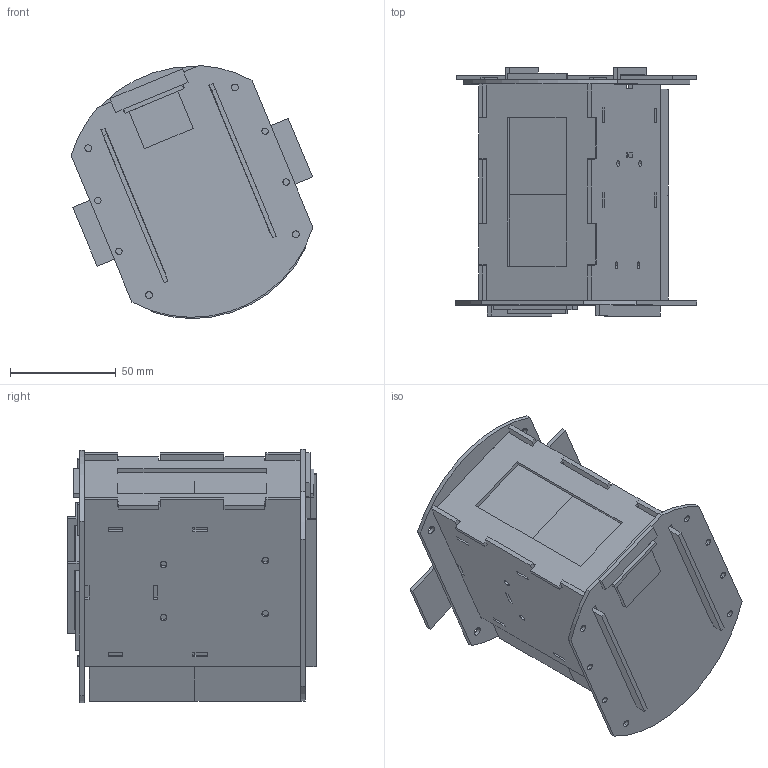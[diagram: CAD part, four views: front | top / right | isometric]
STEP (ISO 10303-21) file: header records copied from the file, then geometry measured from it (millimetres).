
FILE_DESCRIPTION(/* description */ ('VariCAD 2023-1.05 AP-214'),/* implementation_level */ '2;1');
FILE_NAME(/* name */ 'Payloadhalterung.stp',/* time_stamp */ '2024-10-17T21:51:59+03:00',/* author */ (''),/* organization */ (''),/* preprocessor_version */ 'VariCAD 2023-1.05',/* originating_system */ 'VariCAD 2023-1.05; kernel version (20180118)',/* authorisation */ '');
FILE_SCHEMA(('AUTOMOTIVE_DESIGN'));
Length unit declared in the file: millimetre
Products named in the file (12): Payloadhalterung; R2-2_payloadbay_toppanel; R2-1_payloadbay_sidepanel; R2-5_payloadbay_bottompinplate; R2-3_payloadbay_toppinplate; R2-6_payloadbay_backplate; payload; R2-4_payloadbay_bottompanel
Assembly tree (11 placements, depth 2):
  Payloadhalterung
    R2-2_payloadbay_toppanel
    R2-1_payloadbay_sidepanel
    R2-1_payloadbay_sidepanel
    R2-5_payloadbay_bottompinplate
    R2-3_payloadbay_toppinplate
    R2-6_payloadbay_backplate
    payload
    payload
    payload
    payload
    R2-4_payloadbay_bottompanel
Bounding box: 114.06 x 117.2 x 119.5 mm (x, y, z)
Volume: 587546.2 mm3; surface area: 155293.2 mm2
Topology: 11 solids, 11 shells, 288 faces, 798 edges, 532 vertices
Faces by surface type: plane 243, cylinder 45
Entity records: 9700 total; most frequent: CARTESIAN_POINT 1652, ORIENTED_EDGE 1596, DIRECTION 1532, EDGE_CURVE 798, LINE 708, VECTOR 708, VERTEX_POINT 532, AXIS2_PLACEMENT_3D 412
